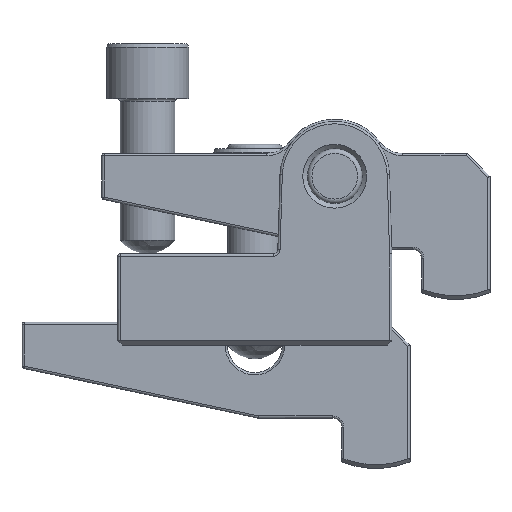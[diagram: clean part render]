
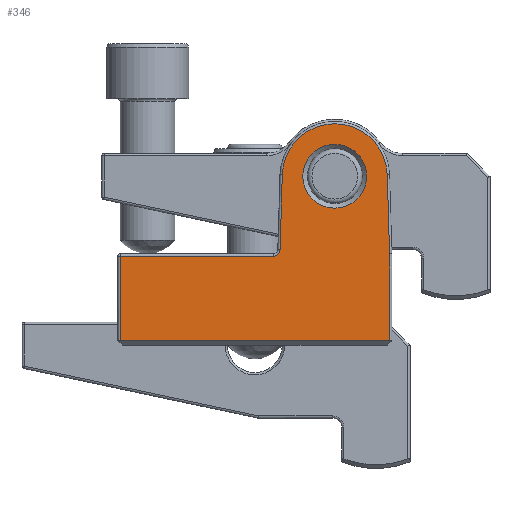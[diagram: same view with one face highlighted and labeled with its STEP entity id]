
A CAD part, left-side view. The second image highlights one B-rep face of the part: STEP entity #346.
In plain terms, the highlighted planar face has unit normal (-1, 0, 0).
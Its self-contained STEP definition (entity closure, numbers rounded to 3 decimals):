
#346 = ADVANCED_FACE( '', ( #574, #575 ), #576, .F. );
#574 = FACE_BOUND( '', #1088, .T. );
#575 = FACE_OUTER_BOUND( '', #1089, .T. );
#576 = PLANE( '', #1090 );
#1088 = EDGE_LOOP( '', ( #1750 ) );
#1089 = EDGE_LOOP( '', ( #1751, #1752, #1753, #1754, #1755, #1756, #1757, #1758 ) );
#1090 = AXIS2_PLACEMENT_3D( '', #1759, #1760, #1761 );
#1750 = ORIENTED_EDGE( '', *, *, #2940, .T. );
#1751 = ORIENTED_EDGE( '', *, *, #2941, .T. );
#1752 = ORIENTED_EDGE( '', *, *, #2942, .T. );
#1753 = ORIENTED_EDGE( '', *, *, #2943, .T. );
#1754 = ORIENTED_EDGE( '', *, *, #2944, .T. );
#1755 = ORIENTED_EDGE( '', *, *, #2945, .T. );
#1756 = ORIENTED_EDGE( '', *, *, #2946, .T. );
#1757 = ORIENTED_EDGE( '', *, *, #2947, .T. );
#1758 = ORIENTED_EDGE( '', *, *, #2948, .T. );
#1759 = CARTESIAN_POINT( '', ( -22., 30., 20. ) );
#1760 = DIRECTION( '', ( 1., 0., 0. ) );
#1761 = DIRECTION( '', ( 0., 0., -1. ) );
#2940 = EDGE_CURVE( '', #3351, #3351, #3352, .T. );
#2941 = EDGE_CURVE( '', #3353, #3354, #3355, .F. );
#2942 = EDGE_CURVE( '', #3354, #3356, #3357, .T. );
#2943 = EDGE_CURVE( '', #3356, #3358, #3359, .T. );
#2944 = EDGE_CURVE( '', #3358, #3360, #3361, .F. );
#2945 = EDGE_CURVE( '', #3360, #3362, #3363, .F. );
#2946 = EDGE_CURVE( '', #3362, #3364, #3365, .F. );
#2947 = EDGE_CURVE( '', #3364, #3366, #3367, .F. );
#2948 = EDGE_CURVE( '', #3366, #3353, #3368, .T. );
#3351 = VERTEX_POINT( '', #4132 );
#3352 = CIRCLE( '', #4133, 7. );
#3353 = VERTEX_POINT( '', #4134 );
#3354 = VERTEX_POINT( '', #4135 );
#3355 = LINE( '', #4136, #4137 );
#3356 = VERTEX_POINT( '', #4138 );
#3357 = LINE( '', #4139, #4140 );
#3358 = VERTEX_POINT( '', #4141 );
#3359 = LINE( '', #4142, #4143 );
#3360 = VERTEX_POINT( '', #4144 );
#3361 = LINE( '', #4145, #4146 );
#3362 = VERTEX_POINT( '', #4147 );
#3363 = LINE( '', #4148, #4149 );
#3364 = VERTEX_POINT( '', #4150 );
#3365 = CIRCLE( '', #4151, 11.5 );
#3366 = VERTEX_POINT( '', #4152 );
#3367 = LINE( '', #4153, #4154 );
#3368 = CIRCLE( '', #4155, 1.5 );
#4132 = CARTESIAN_POINT( '', ( -22., -17.5, 30. ) );
#4133 = AXIS2_PLACEMENT_3D( '', #5031, #5032, #5033 );
#4134 = CARTESIAN_POINT( '', ( -22., -4.029, 19.5 ) );
#4135 = CARTESIAN_POINT( '', ( -22., 29.5, 19.5 ) );
#4136 = CARTESIAN_POINT( '', ( -22., 30., 19.5 ) );
#4137 = VECTOR( '', #5034, 1000. );
#4138 = CARTESIAN_POINT( '', ( -22., 29.5, 1. ) );
#4139 = CARTESIAN_POINT( '', ( -22., 29.5, 20. ) );
#4140 = VECTOR( '', #5035, 1000. );
#4141 = CARTESIAN_POINT( '', ( -22., -29.5, 1. ) );
#4142 = CARTESIAN_POINT( '', ( -22., 30., 1. ) );
#4143 = VECTOR( '', #5036, 1000. );
#4144 = CARTESIAN_POINT( '', ( -22., -29.5, 19.993 ) );
#4145 = CARTESIAN_POINT( '', ( -22., -29.5, 20. ) );
#4146 = VECTOR( '', #5037, 1000. );
#4147 = CARTESIAN_POINT( '', ( -22., -28.995, 37.335 ) );
#4148 = CARTESIAN_POINT( '', ( -22., -29.449, 21.731 ) );
#4149 = VECTOR( '', #5038, 1000. );
#4150 = CARTESIAN_POINT( '', ( -22., -6.005, 37.335 ) );
#4151 = AXIS2_PLACEMENT_3D( '', #5039, #5040, #5041 );
#4152 = CARTESIAN_POINT( '', ( -22., -5.528, 20.956 ) );
#4153 = CARTESIAN_POINT( '', ( -22., -5.47, 18.967 ) );
#4154 = VECTOR( '', #5042, 1000. );
#4155 = AXIS2_PLACEMENT_3D( '', #5043, #5044, #5045 );
#5031 = CARTESIAN_POINT( '', ( -22., -17.5, 37. ) );
#5032 = DIRECTION( '', ( 1., 0., 0. ) );
#5033 = DIRECTION( '', ( 0., 0., -1. ) );
#5034 = DIRECTION( '', ( 0., -1., 0. ) );
#5035 = DIRECTION( '', ( 0., 0., -1. ) );
#5036 = DIRECTION( '', ( 0., -1., 0. ) );
#5037 = DIRECTION( '', ( 0., 0., -1. ) );
#5038 = DIRECTION( '', ( 0., -0.029, -1. ) );
#5039 = CARTESIAN_POINT( '', ( -22., -17.5, 37. ) );
#5040 = DIRECTION( '', ( 1., 0., 0. ) );
#5041 = DIRECTION( '', ( 0., 0., -1. ) );
#5042 = DIRECTION( '', ( 0., -0.029, 1. ) );
#5043 = CARTESIAN_POINT( '', ( -22., -4.029, 21. ) );
#5044 = DIRECTION( '', ( 1., 0., 0. ) );
#5045 = DIRECTION( '', ( 0., 0., -1. ) );
